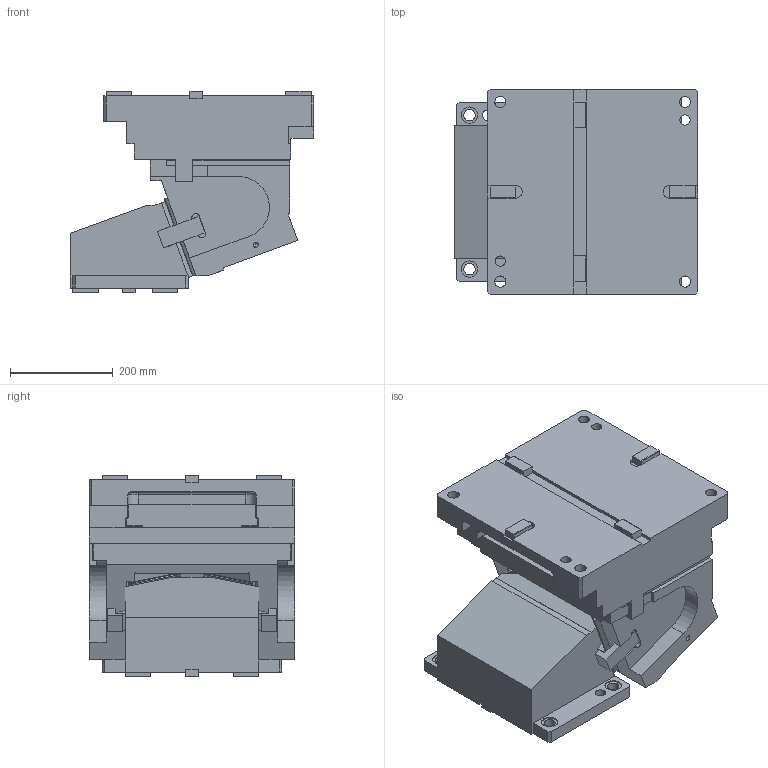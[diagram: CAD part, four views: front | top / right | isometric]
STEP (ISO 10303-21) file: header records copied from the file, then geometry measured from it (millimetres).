
FILE_DESCRIPTION(('CATIA V5 STEP Exchange'),'2;1');
FILE_NAME('CACV_400_70.stp','2015-04-24T14:21:17+00:00',('none'),('none'),'CATIA Version 5 Release 19 SP 2 (IN-10)','CATIA V5 STEP AP203','none');
FILE_SCHEMA(('CONFIG_CONTROL_DESIGN'));
Length unit declared in the file: millimetre
Products named in the file (1): CACV_400_70
Bounding box: 475 x 400 x 393 mm (x, y, z)
Volume: 38431486.3 mm3; surface area: 1635272.8 mm2
Topology: 3 solids, 10 shells, 614 faces, 1786 edges, 1172 vertices
Faces by surface type: plane 411, cylinder 167, cone 22, bspline 10, torus 4
Entity records: 20492 total; most frequent: CARTESIAN_POINT 4974, ORIENTED_EDGE 3486, DIRECTION 2700, EDGE_CURVE 1743, VECTOR 1379, LINE 1379, VERTEX_POINT 1163, AXIS2_PLACEMENT_3D 777
